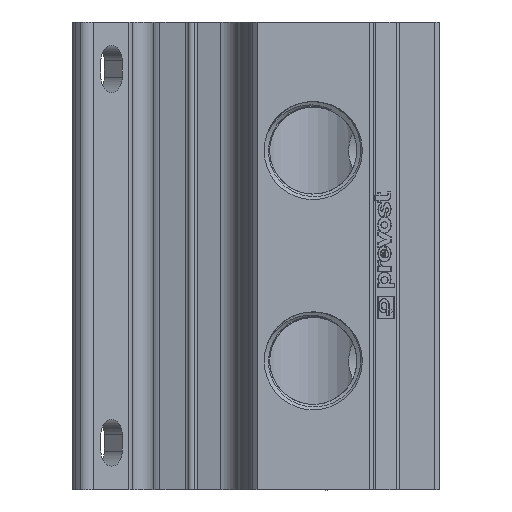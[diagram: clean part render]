
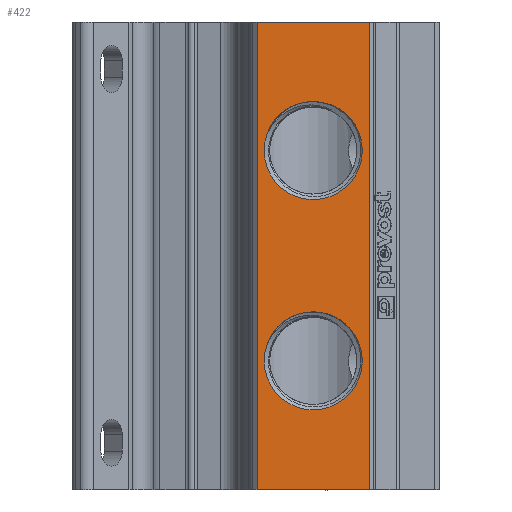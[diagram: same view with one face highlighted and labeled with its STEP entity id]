
A CAD part, top view. The second image highlights one B-rep face of the part: STEP entity #422.
In plain terms, the highlighted planar face has unit normal (0, 0, 1).
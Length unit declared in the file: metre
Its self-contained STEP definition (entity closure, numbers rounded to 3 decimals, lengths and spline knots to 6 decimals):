
#422=ADVANCED_FACE('',(#976,#977,#978),#979,.T.);
#976=FACE_OUTER_BOUND('',#3878,.T.);
#977=FACE_BOUND('',#3879,.T.);
#978=FACE_BOUND('',#3880,.T.);
#979=PLANE('',#3881);
#3878=EDGE_LOOP('',(#17438,#17439,#17440,#17441));
#3879=EDGE_LOOP('',(#17442));
#3880=EDGE_LOOP('',(#17443));
#3881=AXIS2_PLACEMENT_3D('',#17444,#17445,#17446);
#17438=ORIENTED_EDGE('',*,*,#19000,.T.);
#17439=ORIENTED_EDGE('',*,*,#19003,.T.);
#17440=ORIENTED_EDGE('',*,*,#18968,.T.);
#17441=ORIENTED_EDGE('',*,*,#19004,.T.);
#17442=ORIENTED_EDGE('',*,*,#19005,.T.);
#17443=ORIENTED_EDGE('',*,*,#19006,.T.);
#17444=CARTESIAN_POINT('',(0.,-0.045,0.027));
#17445=DIRECTION('',(0.,0.,1.0));
#17446=DIRECTION('',(0.,1.0,0.));
#18968=EDGE_CURVE('',#20008,#20009,#20010,.T.);
#19000=EDGE_CURVE('',#20063,#20061,#20064,.T.);
#19003=EDGE_CURVE('',#20061,#20008,#20067,.T.);
#19004=EDGE_CURVE('',#20009,#20063,#20068,.T.);
#19005=EDGE_CURVE('',#20069,#20069,#20070,.T.);
#19006=EDGE_CURVE('',#20071,#20071,#20072,.T.);
#20008=VERTEX_POINT('',#22015);
#20009=VERTEX_POINT('',#22016);
#20010=LINE('',#22017,#22018);
#20061=VERTEX_POINT('',#22087);
#20063=VERTEX_POINT('',#22090);
#20064=LINE('',#22091,#22092);
#20067=LINE('',#22096,#22097);
#20068=LINE('',#22098,#22099);
#20069=VERTEX_POINT('',#22100);
#20070=CIRCLE('',#22101,0.0105);
#20071=VERTEX_POINT('',#22102);
#20072=CIRCLE('',#22103,0.0105);
#22015=CARTESIAN_POINT('',(-0.012,0.0,0.027));
#22016=CARTESIAN_POINT('',(-0.012,-0.1,0.027));
#22017=CARTESIAN_POINT('',(-0.012,-0.045,0.027));
#22018=VECTOR('',#28857,1.0);
#22087=CARTESIAN_POINT('',(0.012,0.0,0.027));
#22090=CARTESIAN_POINT('',(0.012,-0.1,0.027));
#22091=CARTESIAN_POINT('',(0.012,-0.045,0.027));
#22092=VECTOR('',#28901,1.0);
#22096=CARTESIAN_POINT('',(0.,0.0,0.027));
#22097=VECTOR('',#28903,1.0);
#22098=CARTESIAN_POINT('',(0.,-0.1,0.027));
#22099=VECTOR('',#28904,1.0);
#22100=CARTESIAN_POINT('',(0.0105,-0.0725,0.027));
#22101=AXIS2_PLACEMENT_3D('',#28905,#28906,#28907);
#22102=CARTESIAN_POINT('',(0.0105,-0.0275,0.027));
#22103=AXIS2_PLACEMENT_3D('',#28908,#28909,#28910);
#28857=DIRECTION('',(0.,-1.0,0.));
#28901=DIRECTION('',(0.,1.0,0.));
#28903=DIRECTION('',(-1.0,0.,0.));
#28904=DIRECTION('',(1.0,0.,0.));
#28905=CARTESIAN_POINT('',(0.,-0.0725,0.027));
#28906=DIRECTION('',(0.,0.,-1.0));
#28907=DIRECTION('',(1.0,0.,0.));
#28908=CARTESIAN_POINT('',(0.,-0.0275,0.027));
#28909=DIRECTION('',(0.,0.,-1.0));
#28910=DIRECTION('',(1.0,0.,0.));
